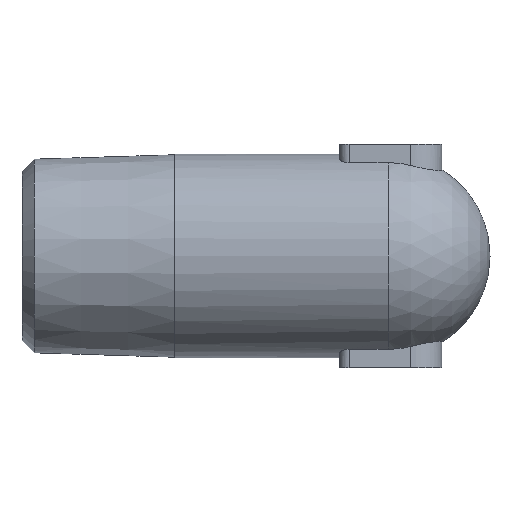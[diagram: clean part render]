
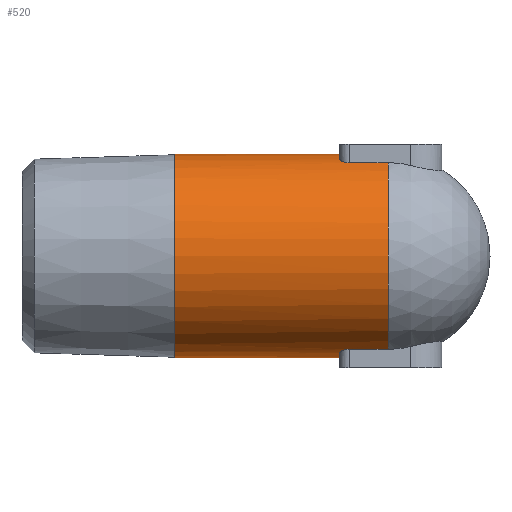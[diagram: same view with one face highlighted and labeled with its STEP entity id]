
A CAD part, front view. The second image highlights one B-rep face of the part: STEP entity #520.
In plain terms, the highlighted cylindrical face has radius 5 mm (diameter 10 mm), a full revolution.
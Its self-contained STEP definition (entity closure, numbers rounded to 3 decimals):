
#40=LINE('',#835,#68);
#41=LINE('',#863,#69);
#68=VECTOR('',#661,1000.);
#69=VECTOR('',#668,1000.);
#98=B_SPLINE_CURVE_WITH_KNOTS('',3,(#837,#838,#839,#840),.UNSPECIFIED.,
 .F.,.F.,(4,4),(0.,0.001),.UNSPECIFIED.);
#99=B_SPLINE_CURVE_WITH_KNOTS('',3,(#844,#845,#846,#847),.UNSPECIFIED.,
 .F.,.F.,(4,4),(0.,0.001),.UNSPECIFIED.);
#100=B_SPLINE_CURVE_WITH_KNOTS('',3,(#851,#852,#853,#854),.UNSPECIFIED.,
 .F.,.F.,(4,4),(0.001,0.002),.UNSPECIFIED.);
#101=B_SPLINE_CURVE_WITH_KNOTS('',3,(#858,#859,#860,#861),.UNSPECIFIED.,
 .F.,.F.,(4,4),(0.,0.001),
 .UNSPECIFIED.);
#111=CIRCLE('',#571,5.);
#116=CIRCLE('',#577,5.);
#117=CIRCLE('',#578,5.);
#118=CIRCLE('',#580,5.);
#151=ORIENTED_EDGE('',*,*,#295,.F.);
#152=ORIENTED_EDGE('',*,*,#296,.F.);
#153=ORIENTED_EDGE('',*,*,#297,.F.);
#154=ORIENTED_EDGE('',*,*,#298,.F.);
#155=ORIENTED_EDGE('',*,*,#299,.T.);
#156=ORIENTED_EDGE('',*,*,#300,.F.);
#157=ORIENTED_EDGE('',*,*,#301,.T.);
#158=ORIENTED_EDGE('',*,*,#302,.F.);
#159=ORIENTED_EDGE('',*,*,#303,.F.);
#160=ORIENTED_EDGE('',*,*,#304,.F.);
#161=ORIENTED_EDGE('',*,*,#289,.T.);
#289=EDGE_CURVE('',#362,#361,#111,.T.);
#295=EDGE_CURVE('',#367,#367,#116,.T.);
#296=EDGE_CURVE('',#368,#361,#40,.F.);
#297=EDGE_CURVE('',#369,#368,#98,.T.);
#298=EDGE_CURVE('',#370,#369,#117,.T.);
#299=EDGE_CURVE('',#370,#371,#99,.T.);
#300=EDGE_CURVE('',#372,#371,#409,.F.);
#301=EDGE_CURVE('',#372,#373,#100,.T.);
#302=EDGE_CURVE('',#374,#373,#118,.T.);
#303=EDGE_CURVE('',#375,#374,#101,.T.);
#304=EDGE_CURVE('',#362,#375,#41,.T.);
#361=VERTEX_POINT('',#816);
#362=VERTEX_POINT('',#818);
#367=VERTEX_POINT('',#834);
#368=VERTEX_POINT('',#836);
#369=VERTEX_POINT('',#841);
#370=VERTEX_POINT('',#843);
#371=VERTEX_POINT('',#848);
#372=VERTEX_POINT('',#850);
#373=VERTEX_POINT('',#855);
#374=VERTEX_POINT('',#857);
#375=VERTEX_POINT('',#862);
#409=ELLIPSE('',#579,7.071,5.);
#413=EDGE_LOOP('',(#151));
#414=EDGE_LOOP('',(#152,#153,#154,#155,#156,#157,#158,#159,#160,#161));
#461=FACE_BOUND('',#413,.T.);
#462=FACE_BOUND('',#414,.T.);
#507=CYLINDRICAL_SURFACE('',#576,5.);
#520=ADVANCED_FACE('',(#461,#462),#507,.T.);
#571=AXIS2_PLACEMENT_3D('',#817,#647,#648);
#576=AXIS2_PLACEMENT_3D('',#832,#657,#658);
#577=AXIS2_PLACEMENT_3D('',#833,#659,#660);
#578=AXIS2_PLACEMENT_3D('',#842,#662,#663);
#579=AXIS2_PLACEMENT_3D('',#849,#664,#665);
#580=AXIS2_PLACEMENT_3D('',#856,#666,#667);
#647=DIRECTION('',(-1.,0.,0.));
#648=DIRECTION('',(0.,0.,1.));
#657=DIRECTION('',(-1.,0.,0.));
#658=DIRECTION('',(0.,0.,1.));
#659=DIRECTION('',(-1.,0.,0.));
#660=DIRECTION('',(0.,0.,1.));
#661=DIRECTION('',(-1.,0.,0.));
#662=DIRECTION('',(1.,0.,0.));
#663=DIRECTION('',(0.,0.,-1.));
#664=DIRECTION('',(-0.707,-0.707,0.));
#665=DIRECTION('',(-0.707,0.707,0.));
#666=DIRECTION('',(1.,0.,0.));
#667=DIRECTION('',(0.,0.,-1.));
#668=DIRECTION('',(-1.,0.,0.));
#816=CARTESIAN_POINT('',(0.,-2.,4.583));
#817=CARTESIAN_POINT('',(0.,0.,0.));
#818=CARTESIAN_POINT('',(0.,-2.,-4.583));
#832=CARTESIAN_POINT('',(-10.5,0.,0.));
#833=CARTESIAN_POINT('',(-10.5,0.,0.));
#834=CARTESIAN_POINT('',(-10.5,0.,5.));
#835=CARTESIAN_POINT('',(-10.5,-2.,4.583));
#836=CARTESIAN_POINT('',(-1.915,-2.,4.583));
#837=CARTESIAN_POINT('',(-2.375,-1.54,4.757));
#838=CARTESIAN_POINT('',(-2.375,-1.779,4.68));
#839=CARTESIAN_POINT('',(-2.167,-2.,4.583));
#840=CARTESIAN_POINT('',(-1.915,-2.,4.583));
#841=CARTESIAN_POINT('',(-2.375,-1.54,4.757));
#842=CARTESIAN_POINT('',(-2.375,0.,0.));
#843=CARTESIAN_POINT('',(-2.375,0.967,4.906));
#844=CARTESIAN_POINT('',(-2.375,0.967,4.906));
#845=CARTESIAN_POINT('',(-1.998,0.967,4.906));
#846=CARTESIAN_POINT('',(-1.629,1.111,4.882));
#847=CARTESIAN_POINT('',(-1.355,1.355,4.813));
#848=CARTESIAN_POINT('',(-1.355,1.355,4.813));
#849=CARTESIAN_POINT('',(0.,0.,0.));
#850=CARTESIAN_POINT('',(-1.355,1.355,-4.813));
#851=CARTESIAN_POINT('',(-1.355,1.355,-4.813));
#852=CARTESIAN_POINT('',(-1.627,1.112,-4.881));
#853=CARTESIAN_POINT('',(-1.998,0.967,-4.906));
#854=CARTESIAN_POINT('',(-2.375,0.967,-4.906));
#855=CARTESIAN_POINT('',(-2.375,0.967,-4.906));
#856=CARTESIAN_POINT('',(-2.375,0.,0.));
#857=CARTESIAN_POINT('',(-2.375,-1.54,-4.757));
#858=CARTESIAN_POINT('',(-1.915,-2.,-4.583));
#859=CARTESIAN_POINT('',(-2.166,-2.,-4.583));
#860=CARTESIAN_POINT('',(-2.375,-1.779,-4.68));
#861=CARTESIAN_POINT('',(-2.375,-1.54,-4.757));
#862=CARTESIAN_POINT('',(-1.915,-2.,-4.583));
#863=CARTESIAN_POINT('',(-10.5,-2.,-4.583));
